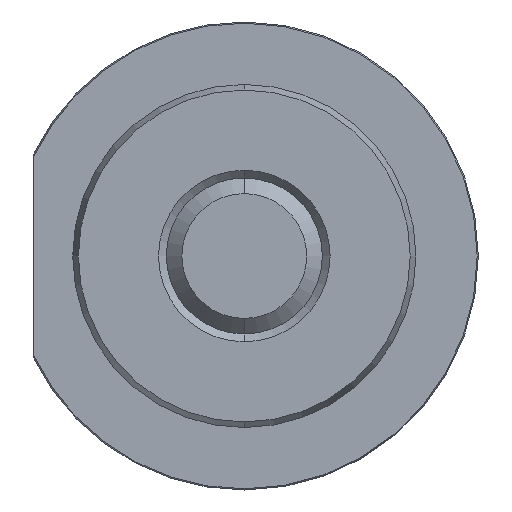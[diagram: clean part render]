
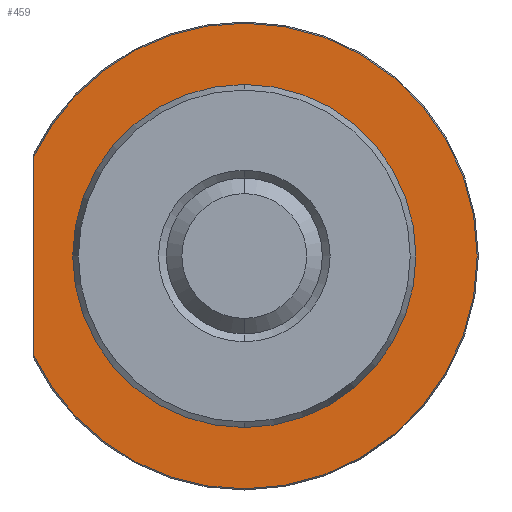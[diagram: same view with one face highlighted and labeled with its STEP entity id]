
A CAD part, left-side view. The second image highlights one B-rep face of the part: STEP entity #459.
In plain terms, the highlighted planar face has unit normal (-1, 0, 0).
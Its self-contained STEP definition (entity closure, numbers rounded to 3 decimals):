
#303 = FACE_BOUND ( 'NONE', #1438, .T. ) ;
#307 = FACE_OUTER_BOUND ( 'NONE', #1441, .T. ) ;
#459 = ADVANCED_FACE ( 'NONE', ( #307, #303 ), #1993, .F. ) ;
#552 = CARTESIAN_POINT ( 'NONE',  ( 22., 0., 0. ) ) ;
#575 = DIRECTION ( 'NONE',  ( 0., 0., -1. ) ) ;
#576 = DIRECTION ( 'NONE',  ( -1., 0., 0. ) ) ;
#585 = CARTESIAN_POINT ( 'NONE',  ( 22., 0., 0. ) ) ;
#604 = CARTESIAN_POINT ( 'NONE',  ( 22., 0., 0. ) ) ;
#621 = DIRECTION ( 'NONE',  ( -1., 0., 0. ) ) ;
#622 = DIRECTION ( 'NONE',  ( 0., 0., -1. ) ) ;
#670 = DIRECTION ( 'NONE',  ( -1., 0., 0. ) ) ;
#672 = CARTESIAN_POINT ( 'NONE',  ( 22., 13.5, 0. ) ) ;
#682 = DIRECTION ( 'NONE',  ( 0., 0., 1. ) ) ;
#711 = DIRECTION ( 'NONE',  ( -1., 0., 0. ) ) ;
#836 = DIRECTION ( 'NONE',  ( 0., 0., -1. ) ) ;
#849 = CARTESIAN_POINT ( 'NONE',  ( 22., 0., 0. ) ) ;
#960 = DIRECTION ( 'NONE',  ( 0., 0., -1. ) ) ;
#1014 = DIRECTION ( 'NONE',  ( -1., 0., 0. ) ) ;
#1015 = DIRECTION ( 'NONE',  ( 0., 0., 1. ) ) ;
#1032 = CARTESIAN_POINT ( 'NONE',  ( 22., 0., 0. ) ) ;
#1355 = ORIENTED_EDGE ( 'NONE', *, *, #2595, .T. ) ;
#1356 = ORIENTED_EDGE ( 'NONE', *, *, #2626, .T. ) ;
#1357 = ORIENTED_EDGE ( 'NONE', *, *, #2471, .T. ) ;
#1358 = ORIENTED_EDGE ( 'NONE', *, *, #2649, .T. ) ;
#1359 = ORIENTED_EDGE ( 'NONE', *, *, #2416, .F. ) ;
#1360 = ORIENTED_EDGE ( 'NONE', *, *, #2445, .F. ) ;
#1438 = EDGE_LOOP ( 'NONE', ( #1359, #1360 ) ) ;
#1441 = EDGE_LOOP ( 'NONE', ( #1355, #1356, #1357, #1358 ) ) ;
#1522 = CARTESIAN_POINT ( 'NONE',  ( 22., 0., 11. ) ) ;
#1556 = CARTESIAN_POINT ( 'NONE',  ( 22., 13.5, -6.37 ) ) ;
#1588 = VERTEX_POINT ( 'NONE', #1695 ) ;
#1589 = VERTEX_POINT ( 'NONE', #1522 ) ;
#1593 = VERTEX_POINT ( 'NONE', #1556 ) ;
#1608 = VERTEX_POINT ( 'NONE', #1836 ) ;
#1695 = CARTESIAN_POINT ( 'NONE',  ( 22., 0., -11. ) ) ;
#1820 = CARTESIAN_POINT ( 'NONE',  ( 22., 0., -14.927 ) ) ;
#1833 = CARTESIAN_POINT ( 'NONE',  ( 22., 13.5, 6.37 ) ) ;
#1836 = CARTESIAN_POINT ( 'NONE',  ( 22., 0., 14.927 ) ) ;
#1991 = CARTESIAN_POINT ( 'NONE',  ( 22., 11., 0. ) ) ;
#1993 = PLANE ( 'NONE',  #2492 ) ;
#2033 = DIRECTION ( 'NONE',  ( 0., 0., -1. ) ) ;
#2070 = VERTEX_POINT ( 'NONE', #1833 ) ;
#2077 = VERTEX_POINT ( 'NONE', #1820 ) ;
#2195 = DIRECTION ( 'NONE',  ( 1., 0., 0. ) ) ;
#2401 = AXIS2_PLACEMENT_3D ( 'NONE', #1032, #1014, #1015 ) ;
#2416 = EDGE_CURVE ( 'NONE', #1589, #1588, #2701, .T. ) ;
#2445 = EDGE_CURVE ( 'NONE', #1588, #1589, #2854, .T. ) ;
#2471 = EDGE_CURVE ( 'NONE', #1608, #2070, #2887, .T. ) ;
#2492 = AXIS2_PLACEMENT_3D ( 'NONE', #1991, #2195, #2033 ) ;
#2536 = AXIS2_PLACEMENT_3D ( 'NONE', #552, #670, #682 ) ;
#2537 = AXIS2_PLACEMENT_3D ( 'NONE', #604, #621, #622 ) ;
#2581 = AXIS2_PLACEMENT_3D ( 'NONE', #585, #576, #575 ) ;
#2589 = AXIS2_PLACEMENT_3D ( 'NONE', #849, #711, #960 ) ;
#2595 = EDGE_CURVE ( 'NONE', #1593, #2077, #2763, .T. ) ;
#2626 = EDGE_CURVE ( 'NONE', #2077, #1608, #2779, .T. ) ;
#2649 = EDGE_CURVE ( 'NONE', #2070, #1593, #2792, .T. ) ;
#2701 = CIRCLE ( 'NONE', #2536, 11. ) ;
#2763 = CIRCLE ( 'NONE', #2581, 14.927 ) ;
#2779 = CIRCLE ( 'NONE', #2537, 14.927 ) ;
#2792 = LINE ( 'NONE', #672, #2794 ) ;
#2794 = VECTOR ( 'NONE', #836, 1000. ) ;
#2854 = CIRCLE ( 'NONE', #2401, 11. ) ;
#2887 = CIRCLE ( 'NONE', #2589, 14.927 ) ;
